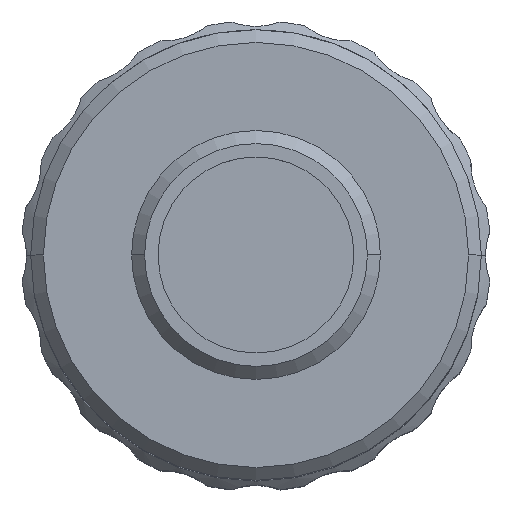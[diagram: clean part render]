
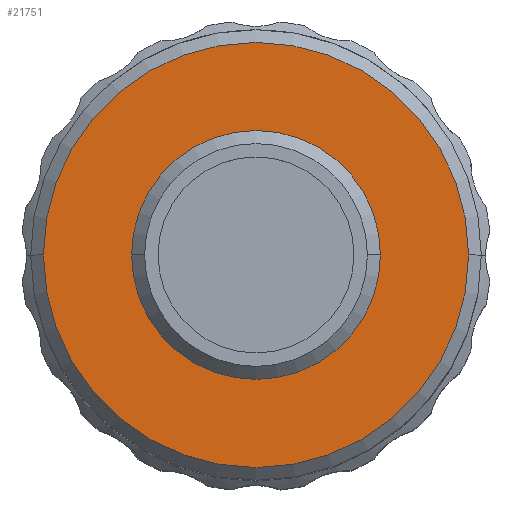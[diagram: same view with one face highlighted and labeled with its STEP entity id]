
A CAD part, top view. The second image highlights one B-rep face of the part: STEP entity #21751.
In plain terms, the highlighted planar face has unit normal (0, 0, 1).
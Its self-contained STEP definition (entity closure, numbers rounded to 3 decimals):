
#778 = DIRECTION ( 'NONE',  ( 0., 0., 1. ) ) ;
#1405 = CIRCLE ( 'NONE', #22833, 16.278 ) ;
#1590 = DIRECTION ( 'NONE',  ( 0., 0., 1. ) ) ;
#4141 = CARTESIAN_POINT ( 'NONE',  ( 0., 0., 75.159 ) ) ;
#4265 = FACE_OUTER_BOUND ( 'NONE', #4606, .T. ) ;
#4606 = EDGE_LOOP ( 'NONE', ( #36498, #22459 ) ) ;
#4764 = PLANE ( 'NONE',  #37542 ) ;
#5915 = CARTESIAN_POINT ( 'NONE',  ( 0., 0., 75.159 ) ) ;
#6162 = DIRECTION ( 'NONE',  ( 0., 0., 1. ) ) ;
#6798 = EDGE_CURVE ( 'NONE', #18320, #12777, #1405, .T. ) ;
#7684 = CARTESIAN_POINT ( 'NONE',  ( 0., 0., 75.159 ) ) ;
#8097 = EDGE_CURVE ( 'NONE', #35519, #43905, #40627, .T. ) ;
#8711 = CARTESIAN_POINT ( 'NONE',  ( 9.529, 0., 75.159 ) ) ;
#12777 = VERTEX_POINT ( 'NONE', #27568 ) ;
#15963 = DIRECTION ( 'NONE',  ( 1., 0., 0. ) ) ;
#16766 = DIRECTION ( 'NONE',  ( 1., 0., 0. ) ) ;
#18254 = ORIENTED_EDGE ( 'NONE', *, *, #8097, .F. ) ;
#18320 = VERTEX_POINT ( 'NONE', #33093 ) ;
#20981 = CARTESIAN_POINT ( 'NONE',  ( 0., 0., 75.159 ) ) ;
#21006 = ORIENTED_EDGE ( 'NONE', *, *, #34033, .F. ) ;
#21751 = ADVANCED_FACE ( 'NONE', ( #34618, #4265 ), #4764, .T. ) ;
#22297 = DIRECTION ( 'NONE',  ( 1., 0., 0. ) ) ;
#22459 = ORIENTED_EDGE ( 'NONE', *, *, #6798, .T. ) ;
#22833 = AXIS2_PLACEMENT_3D ( 'NONE', #7684, #30571, #38529 ) ;
#27568 = CARTESIAN_POINT ( 'NONE',  ( -16.278, 0., 75.159 ) ) ;
#30571 = DIRECTION ( 'NONE',  ( 0., 0., 1. ) ) ;
#31377 = AXIS2_PLACEMENT_3D ( 'NONE', #5915, #6162, #40249 ) ;
#32952 = CIRCLE ( 'NONE', #31377, 16.278 ) ;
#33093 = CARTESIAN_POINT ( 'NONE',  ( 16.278, 0., 75.159 ) ) ;
#33643 = EDGE_CURVE ( 'NONE', #12777, #18320, #32952, .T. ) ;
#34033 = EDGE_CURVE ( 'NONE', #43905, #35519, #39330, .T. ) ;
#34239 = DIRECTION ( 'NONE',  ( 0., 0., 1. ) ) ;
#34618 = FACE_BOUND ( 'NONE', #38587, .T. ) ;
#35361 = CARTESIAN_POINT ( 'NONE',  ( 0., 0., 75.159 ) ) ;
#35519 = VERTEX_POINT ( 'NONE', #8711 ) ;
#36498 = ORIENTED_EDGE ( 'NONE', *, *, #33643, .T. ) ;
#37542 = AXIS2_PLACEMENT_3D ( 'NONE', #35361, #778, #15963 ) ;
#38529 = DIRECTION ( 'NONE',  ( 1., 0., 0. ) ) ;
#38587 = EDGE_LOOP ( 'NONE', ( #21006, #18254 ) ) ;
#39330 = CIRCLE ( 'NONE', #45699, 9.529 ) ;
#39816 = AXIS2_PLACEMENT_3D ( 'NONE', #20981, #1590, #16766 ) ;
#40249 = DIRECTION ( 'NONE',  ( 1., 0., 0. ) ) ;
#40627 = CIRCLE ( 'NONE', #39816, 9.529 ) ;
#43905 = VERTEX_POINT ( 'NONE', #46047 ) ;
#45699 = AXIS2_PLACEMENT_3D ( 'NONE', #4141, #34239, #22297 ) ;
#46047 = CARTESIAN_POINT ( 'NONE',  ( -9.529, 0., 75.159 ) ) ;
